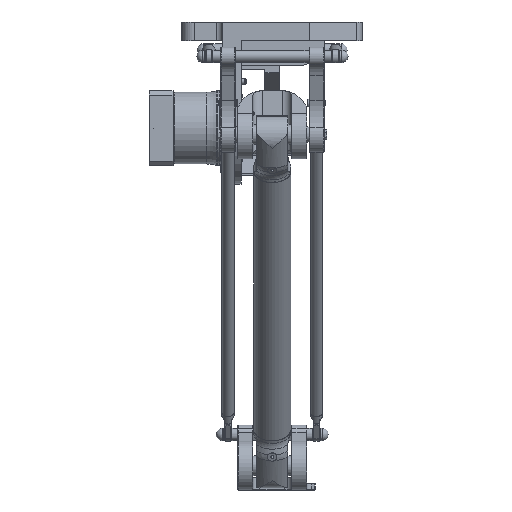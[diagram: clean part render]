
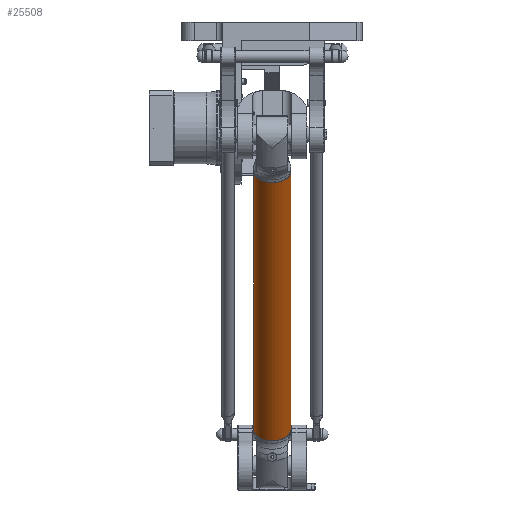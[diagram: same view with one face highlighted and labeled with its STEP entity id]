
A CAD part, front view. The second image highlights one B-rep face of the part: STEP entity #25508.
In plain terms, the highlighted cylindrical face has radius 30 mm (diameter 60 mm), a full revolution.
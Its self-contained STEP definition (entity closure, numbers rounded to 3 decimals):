
#925=FACE_BOUND('',#6680,.T.);
#2691=CIRCLE('',#28026,30.);
#2698=CIRCLE('',#28038,30.);
#3573=CYLINDRICAL_SURFACE('',#28039,30.);
#4666=FACE_OUTER_BOUND('',#6679,.T.);
#6679=EDGE_LOOP('',(#20906));
#6680=EDGE_LOOP('',(#20907));
#12747=VERTEX_POINT('',#45884);
#12754=VERTEX_POINT('',#45903);
#15606=EDGE_CURVE('',#12747,#12747,#2691,.T.);
#15613=EDGE_CURVE('',#12754,#12754,#2698,.T.);
#20906=ORIENTED_EDGE('',*,*,#15613,.T.);
#20907=ORIENTED_EDGE('',*,*,#15606,.T.);
#25508=ADVANCED_FACE('',(#4666,#925),#3573,.T.);
#28026=AXIS2_PLACEMENT_3D('',#45885,#33696,#33697);
#28038=AXIS2_PLACEMENT_3D('',#45904,#33720,#33721);
#28039=AXIS2_PLACEMENT_3D('',#45905,#33722,#33723);
#33696=DIRECTION('center_axis',(-1.,0.,0.));
#33697=DIRECTION('ref_axis',(0.,0.,1.));
#33720=DIRECTION('center_axis',(1.,0.,0.));
#33721=DIRECTION('ref_axis',(0.,0.,1.));
#33722=DIRECTION('center_axis',(-1.,0.,0.));
#33723=DIRECTION('ref_axis',(0.,0.,1.));
#45884=CARTESIAN_POINT('',(60.,0.,-30.));
#45885=CARTESIAN_POINT('Origin',(60.,0.,0.));
#45903=CARTESIAN_POINT('',(-470.,0.,-30.));
#45904=CARTESIAN_POINT('Origin',(-470.,0.,0.));
#45905=CARTESIAN_POINT('Origin',(65.,0.,0.));
